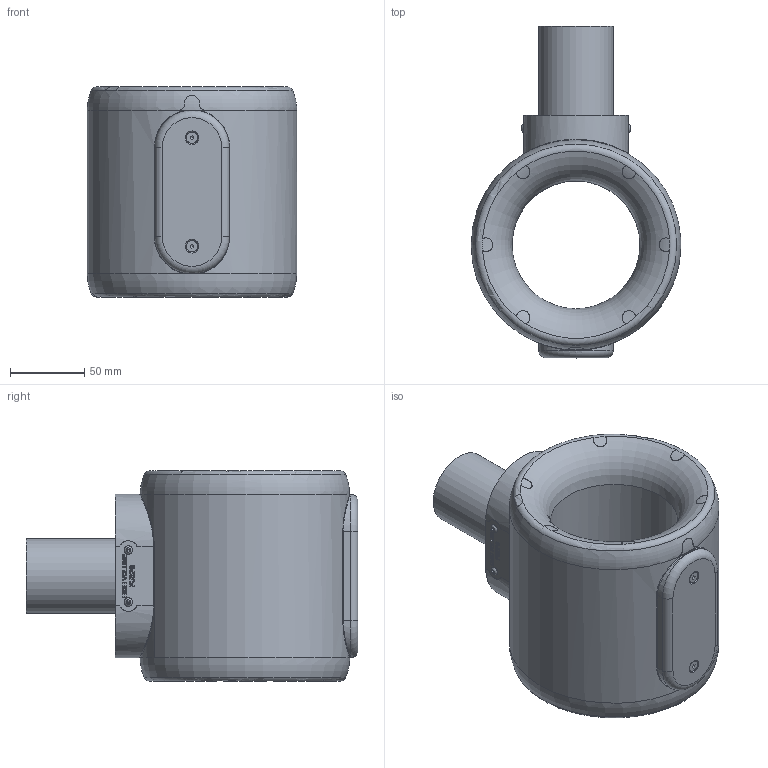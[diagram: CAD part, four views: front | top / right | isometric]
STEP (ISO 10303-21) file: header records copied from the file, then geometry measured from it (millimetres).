
FILE_DESCRIPTION (( 'STEP AP214' ), '1' );
FILE_NAME ('P-086-030-rev-A-FR.STEP', '2025-06-24T14:23:02', ( '' ), ( '' ), 'SwSTEP 2.0', 'SolidWorks 2024', '' );
FILE_SCHEMA (( 'AUTOMOTIVE_DESIGN' ));
Length unit declared in the file: millimetre
Products named in the file (1): P-086-030-rev-A-FR
Bounding box: 141 x 223.22 x 141.35 mm (x, y, z)
Volume: 1558463.9 mm3; surface area: 130969.4 mm2
Topology: 1 solids, 1 shells, 580 faces, 1531 edges, 996 vertices
Faces by surface type: plane 354, bspline 138, cylinder 49, torus 21, cone 14, sphere 4
Full cylindrical faces by diameter (mm): 5.7 x4, 7.64 x2, 8.5 x6, 50 x1, 86.014 x1, 141 x1
Entity records: 23374 total; most frequent: CARTESIAN_POINT 9225, ORIENTED_EDGE 2942, DIRECTION 1854, EDGE_CURVE 1471, VERTEX_POINT 974, LINE 716, VECTOR 716, EDGE_LOOP 661
